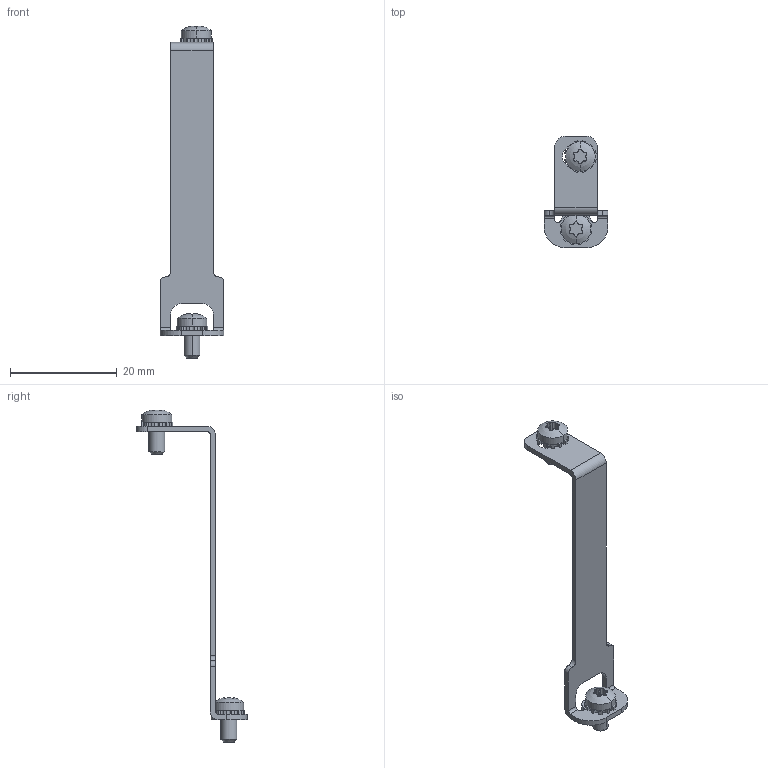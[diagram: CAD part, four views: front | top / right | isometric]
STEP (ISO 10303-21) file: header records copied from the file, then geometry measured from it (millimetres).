
FILE_DESCRIPTION((''),'2;1');
FILE_NAME('DB002822_OMH-SLCT-02_SEITE_ASM','2012-05-02T',('jsteininge'),(''),'PRO/ENGINEER BY PARAMETRIC TECHNOLOGY CORPORATION, 2006300','PRO/ENGINEER BY PARAMETRIC TECHNOLOGY CORPORATION, 2006300','');
FILE_SCHEMA(('CONFIG_CONTROL_DESIGN'));
Length unit declared in the file: millimetre
Products named in the file (4): DB003539_Z-WINKEL_SEITE; DB003347_ZAHNSCHEIBE-M3_DIN6797; DB003012_SHR_TORX_M3X6; DB002822_OMH-SLCT-02_SEITE_ASM
Assembly tree (5 placements, depth 2):
  DB002822_OMH-SLCT-02_SEITE_ASM
    DB003539_Z-WINKEL_SEITE
    DB003347_ZAHNSCHEIBE-M3_DIN6797  x2
    DB003012_SHR_TORX_M3X6  x2
Bounding box: 12 x 20.8 x 62.29 mm (x, y, z)
Volume: 766.4 mm3; surface area: 1796.3 mm2
Topology: 5 solids, 5 shells, 216 faces, 631 edges, 446 vertices
Faces by surface type: plane 124, cylinder 84, cone 4, sphere 4
Entity records: 5107 total; most frequent: CARTESIAN_POINT 919, DIRECTION 775, ORIENTED_EDGE 736, EDGE_CURVE 368, AXIS2_PLACEMENT_3D 259, VECTOR 257, LINE 257, VERTEX_POINT 244
